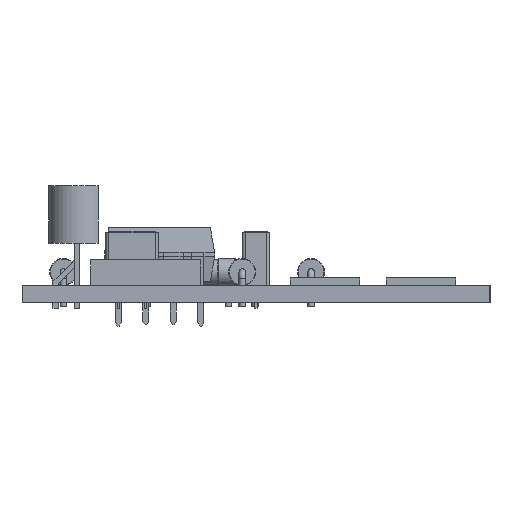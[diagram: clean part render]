
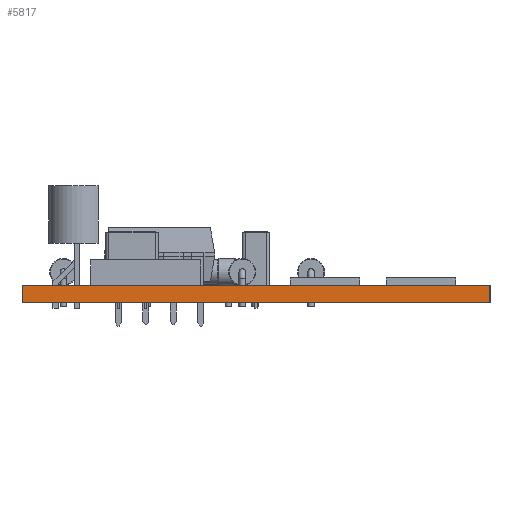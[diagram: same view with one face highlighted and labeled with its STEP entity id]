
A CAD part, left-side view. The second image highlights one B-rep face of the part: STEP entity #5817.
In plain terms, the highlighted planar face has unit normal (-1, 0, 0).
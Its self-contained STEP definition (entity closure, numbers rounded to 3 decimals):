
#305=PLANE('',#6355);
#573=FACE_OUTER_BOUND('',#867,.T.);
#867=EDGE_LOOP('',(#4144,#4145,#4146,#4147));
#1319=LINE('',#8776,#1877);
#1320=LINE('',#8779,#1878);
#1321=LINE('',#8781,#1879);
#1322=LINE('',#8782,#1880);
#1877=VECTOR('',#7199,10.);
#1878=VECTOR('',#7202,10.);
#1879=VECTOR('',#7203,10.);
#1880=VECTOR('',#7204,10.);
#2718=VERTEX_POINT('',#8772);
#2719=VERTEX_POINT('',#8774);
#2720=VERTEX_POINT('',#8778);
#2721=VERTEX_POINT('',#8780);
#3297=EDGE_CURVE('',#2718,#2719,#1319,.T.);
#3298=EDGE_CURVE('',#2720,#2718,#1320,.T.);
#3299=EDGE_CURVE('',#2721,#2719,#1321,.T.);
#3300=EDGE_CURVE('',#2720,#2721,#1322,.T.);
#4144=ORIENTED_EDGE('',*,*,#3298,.T.);
#4145=ORIENTED_EDGE('',*,*,#3297,.T.);
#4146=ORIENTED_EDGE('',*,*,#3299,.F.);
#4147=ORIENTED_EDGE('',*,*,#3300,.F.);
#5817=ADVANCED_FACE('',(#573),#305,.T.);
#6355=AXIS2_PLACEMENT_3D('',#8777,#7200,#7201);
#7199=DIRECTION('',(0.,0.,1.));
#7200=DIRECTION('center_axis',(-1.,0.,0.));
#7201=DIRECTION('ref_axis',(0.,-1.,0.));
#7202=DIRECTION('',(0.,-1.,0.));
#7203=DIRECTION('',(0.,-1.,0.));
#7204=DIRECTION('',(0.,0.,1.));
#8772=CARTESIAN_POINT('',(-1.27,2.54,0.));
#8774=CARTESIAN_POINT('',(-1.27,2.54,1.57));
#8776=CARTESIAN_POINT('',(-1.27,2.54,0.));
#8777=CARTESIAN_POINT('Origin',(-1.27,45.72,0.));
#8778=CARTESIAN_POINT('',(-1.27,45.72,0.));
#8779=CARTESIAN_POINT('',(-1.27,45.72,0.));
#8780=CARTESIAN_POINT('',(-1.27,45.72,1.57));
#8781=CARTESIAN_POINT('',(-1.27,45.72,1.57));
#8782=CARTESIAN_POINT('',(-1.27,45.72,0.));
